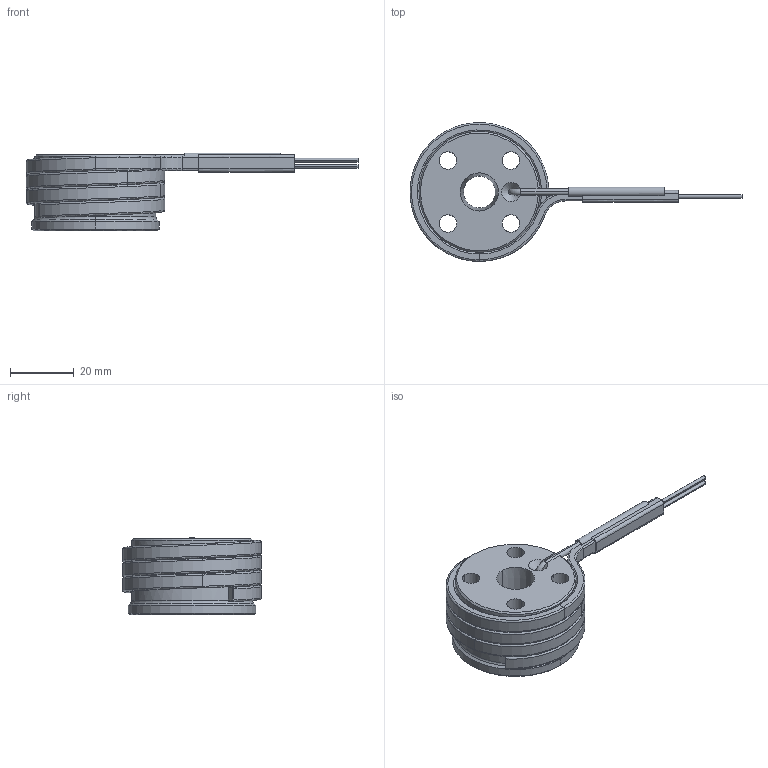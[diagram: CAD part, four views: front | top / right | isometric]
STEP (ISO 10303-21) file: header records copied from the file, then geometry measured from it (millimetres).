
FILE_DESCRIPTION((''),'2;1');
FILE_NAME('VLH-EL-R20_VTULKA_POD_SO_INST11','2014-06-09T',('Íàòàëüÿ'),('IMID'),'PRO/ENGINEER BY PARAMETRIC TECHNOLOGY CORPORATION, 2010180','PRO/ENGINEER BY PARAMETRIC TECHNOLOGY CORPORATION, 2010180','');
FILE_SCHEMA(('CONFIG_CONTROL_DESIGN'));
Length unit declared in the file: millimetre
Products named in the file (1): VLH-EL-R20_VTULKA_POD_SO_INST11
Bounding box: 104.3 x 43.59 x 24.5 mm (x, y, z)
Volume: 25559.5 mm3; surface area: 11889.1 mm2
Topology: 1 solids, 1 shells, 169 faces, 454 edges, 282 vertices
Faces by surface type: cylinder 47, bspline 44, plane 33, cone 16, torus 11, revolution 9, extrusion 7, sphere 2
Entity records: 8680 total; most frequent: CARTESIAN_POINT 4809, ORIENTED_EDGE 908, DIRECTION 643, EDGE_CURVE 454, VERTEX_POINT 282, AXIS2_PLACEMENT_3D 262, B_SPLINE_CURVE_WITH_KNOTS 214, EDGE_LOOP 178
